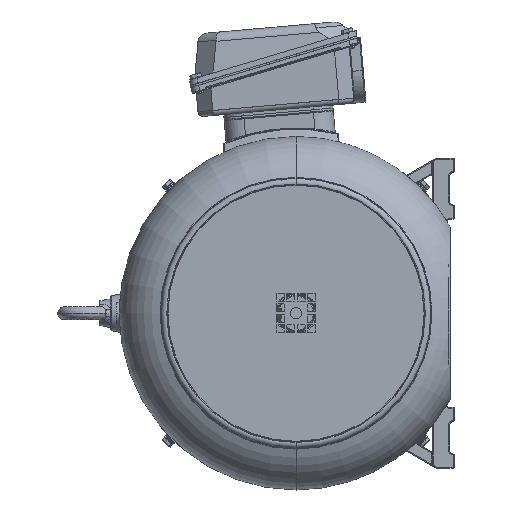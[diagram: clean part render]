
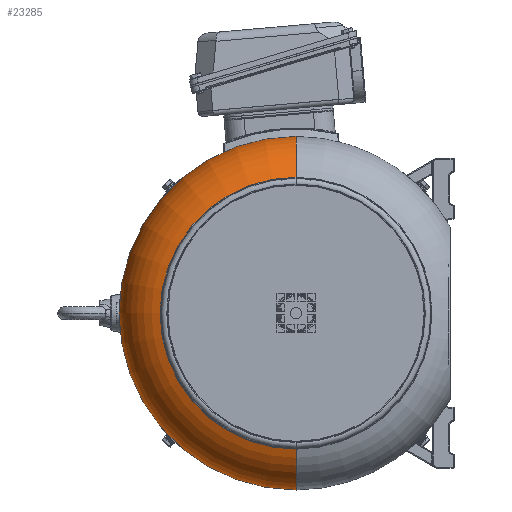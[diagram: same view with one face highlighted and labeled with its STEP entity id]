
A CAD part, left-side view. The second image highlights one B-rep face of the part: STEP entity #23285.
In plain terms, the highlighted toroidal (fillet/blend) face has major radius 116 mm and minor radius 61.5 mm.
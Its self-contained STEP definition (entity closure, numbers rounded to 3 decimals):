
#288 = CIRCLE ( 'NONE', #91701, 136.471 ) ;
#6069 = DIRECTION ( 'NONE',  ( -1., 0., 0. ) ) ;
#6891 = DIRECTION ( 'NONE',  ( 0., 0., 1. ) ) ;
#7941 = DIRECTION ( 'NONE',  ( 0., 0., -1. ) ) ;
#14113 = CARTESIAN_POINT ( 'NONE',  ( -85.8, 0., 0. ) ) ;
#21335 = TOROIDAL_SURFACE ( 'NONE', #106919, 116., 61.5 ) ;
#23159 = VERTEX_POINT ( 'NONE', #108318 ) ;
#23285 = ADVANCED_FACE ( 'NONE', ( #103780 ), #21335, .T. ) ;
#31603 = DIRECTION ( 'NONE',  ( 0., 0., 1. ) ) ;
#33706 = CARTESIAN_POINT ( 'NONE',  ( -143.793, 0., -136.471 ) ) ;
#36523 = CARTESIAN_POINT ( 'NONE',  ( -143.793, 0., 136.471 ) ) ;
#40010 = CARTESIAN_POINT ( 'NONE',  ( -85.8, 0., -116. ) ) ;
#42684 = DIRECTION ( 'NONE',  ( 0., 0., 1. ) ) ;
#43242 = DIRECTION ( 'NONE',  ( 0., 0., 1. ) ) ;
#45141 = VERTEX_POINT ( 'NONE', #123517 ) ;
#46920 = VERTEX_POINT ( 'NONE', #33706 ) ;
#59950 = ORIENTED_EDGE ( 'NONE', *, *, #65413, .T. ) ;
#61078 = DIRECTION ( 'NONE',  ( -1., 0., 0. ) ) ;
#64326 = CARTESIAN_POINT ( 'NONE',  ( -85.8, 0., 0. ) ) ;
#65413 = EDGE_CURVE ( 'NONE', #23159, #45141, #91776, .T. ) ;
#68956 = AXIS2_PLACEMENT_3D ( 'NONE', #40010, #108540, #31603 ) ;
#73301 = CIRCLE ( 'NONE', #118961, 61.5 ) ;
#76969 = AXIS2_PLACEMENT_3D ( 'NONE', #64326, #6069, #6891 ) ;
#82959 = ORIENTED_EDGE ( 'NONE', *, *, #98314, .T. ) ;
#83716 = CARTESIAN_POINT ( 'NONE',  ( -85.8, 0., 116. ) ) ;
#87032 = ORIENTED_EDGE ( 'NONE', *, *, #105830, .F. ) ;
#91701 = AXIS2_PLACEMENT_3D ( 'NONE', #118902, #99684, #43242 ) ;
#91776 = CIRCLE ( 'NONE', #76969, 177.5 ) ;
#98314 = EDGE_CURVE ( 'NONE', #45141, #46920, #119023, .T. ) ;
#98937 = EDGE_LOOP ( 'NONE', ( #59950, #82959, #101681, #87032 ) ) ;
#99684 = DIRECTION ( 'NONE',  ( -1., 0., 0. ) ) ;
#101109 = EDGE_CURVE ( 'NONE', #102460, #46920, #288, .T. ) ;
#101681 = ORIENTED_EDGE ( 'NONE', *, *, #101109, .F. ) ;
#102460 = VERTEX_POINT ( 'NONE', #36523 ) ;
#103403 = DIRECTION ( 'NONE',  ( 0., -1., 0. ) ) ;
#103780 = FACE_OUTER_BOUND ( 'NONE', #98937, .T. ) ;
#105830 = EDGE_CURVE ( 'NONE', #23159, #102460, #73301, .T. ) ;
#106919 = AXIS2_PLACEMENT_3D ( 'NONE', #14113, #61078, #42684 ) ;
#108318 = CARTESIAN_POINT ( 'NONE',  ( -85.8, 0., 177.5 ) ) ;
#108540 = DIRECTION ( 'NONE',  ( 0., 1., 0. ) ) ;
#118902 = CARTESIAN_POINT ( 'NONE',  ( -143.793, 0., 0. ) ) ;
#118961 = AXIS2_PLACEMENT_3D ( 'NONE', #83716, #103403, #7941 ) ;
#119023 = CIRCLE ( 'NONE', #68956, 61.5 ) ;
#123517 = CARTESIAN_POINT ( 'NONE',  ( -85.8, 0., -177.5 ) ) ;
